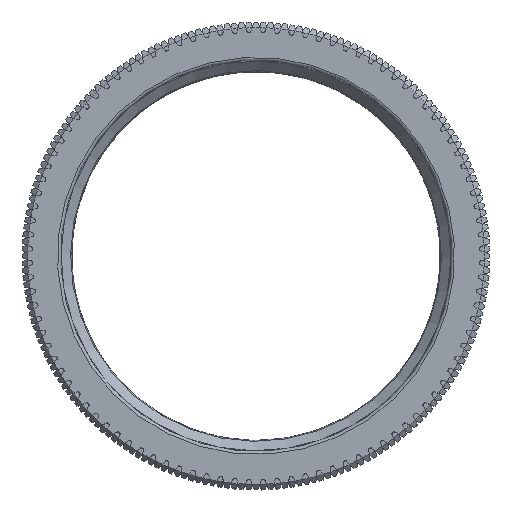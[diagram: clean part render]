
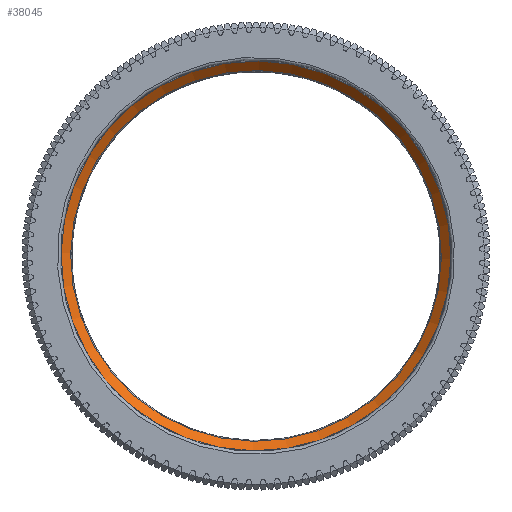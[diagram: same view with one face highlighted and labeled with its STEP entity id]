
A CAD part, top view. The second image highlights one B-rep face of the part: STEP entity #38045.
In plain terms, the highlighted conical face has half-angle 45 degrees and reference radius 33.9 mm.
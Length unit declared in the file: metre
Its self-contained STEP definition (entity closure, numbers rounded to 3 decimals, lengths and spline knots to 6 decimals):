
#2437=CONICAL_SURFACE('',#40280,0.0339,0.785);
#2743=CIRCLE('',#40278,0.034854);
#2745=CIRCLE('',#40281,0.033154);
#8563=ORIENTED_EDGE('',*,*,#18779,.F.);
#8564=ORIENTED_EDGE('',*,*,#18781,.F.);
#18779=EDGE_CURVE('',#23987,#23987,#2743,.T.);
#18781=EDGE_CURVE('',#23989,#23989,#2745,.T.);
#23987=VERTEX_POINT('',#58571);
#23989=VERTEX_POINT('',#58576);
#32895=EDGE_LOOP('',(#8563));
#32896=EDGE_LOOP('',(#8564));
#35019=FACE_BOUND('',#32895,.T.);
#35020=FACE_BOUND('',#32896,.T.);
#38045=ADVANCED_FACE('',(#35019,#35020),#2437,.F.);
#40278=AXIS2_PLACEMENT_3D('',#58570,#47316,#47317);
#40280=AXIS2_PLACEMENT_3D('',#58574,#47320,#47321);
#40281=AXIS2_PLACEMENT_3D('',#58575,#47322,#47323);
#47316=DIRECTION('',(0.,0.,1.));
#47317=DIRECTION('',(0.,1.,0.));
#47320=DIRECTION('',(0.,0.,-1.));
#47321=DIRECTION('',(0.,-1.,0.));
#47322=DIRECTION('',(0.,0.,-1.));
#47323=DIRECTION('',(0.,1.,0.));
#58570=CARTESIAN_POINT('',(0.,0.,-0.004593));
#58571=CARTESIAN_POINT('',(0.,0.034854,-0.004593));
#58574=CARTESIAN_POINT('',(0.,0.,-0.003639));
#58575=CARTESIAN_POINT('',(0.,0.,-0.002893));
#58576=CARTESIAN_POINT('',(0.,0.033154,-0.002893));
